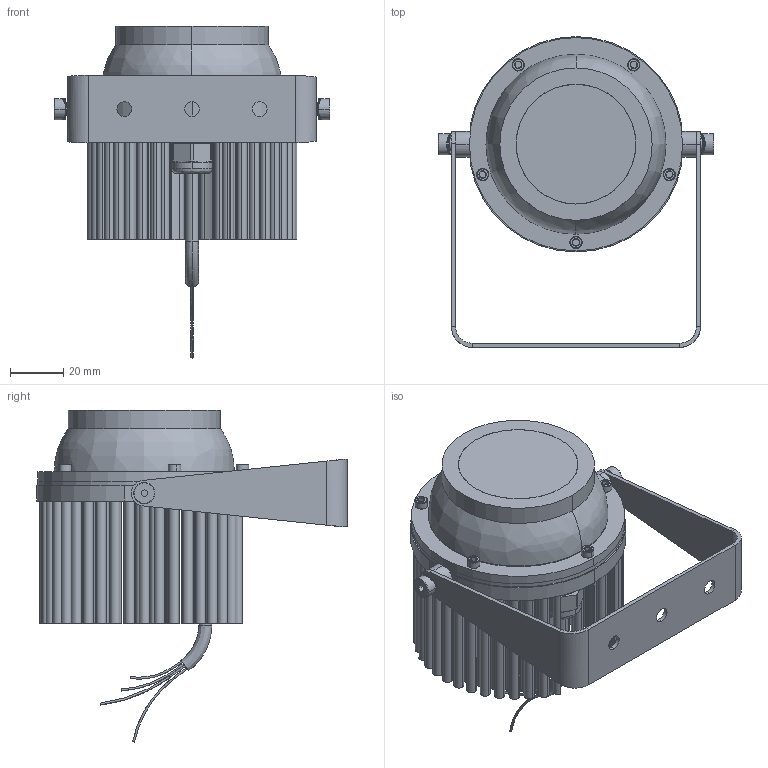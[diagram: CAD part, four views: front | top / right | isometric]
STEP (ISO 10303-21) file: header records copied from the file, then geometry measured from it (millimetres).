
FILE_DESCRIPTION (( 'STEP AP203' ), '1' );
FILE_NAME ('Web Model 86426_86426.step', '2019-01-31T20:45:27', ( '' ), ( '' ), 'SwSTEP 2.0', 'SolidWorks 2016', '' );
FILE_SCHEMA (( 'CONFIG_CONTROL_DESIGN' ));
Length unit declared in the file: millimetre
Products named in the file (1): Web Model 86426_86426
Bounding box: 103.19 x 116.6 x 124.57 mm (x, y, z)
Volume: 160828.7 mm3; surface area: 145394.9 mm2
Topology: 27 solids, 27 shells, 1545 faces, 3890 edges, 2562 vertices
Faces by surface type: cylinder 922, plane 371, cone 182, bspline 70
Entity records: 80871 total; most frequent: CARTESIAN_POINT 45408, ORIENTED_EDGE 7752, DIRECTION 6742, EDGE_CURVE 3876, AXIS2_PLACEMENT_3D 2670, VERTEX_POINT 2562, EDGE_LOOP 1800, ADVANCED_FACE 1545
